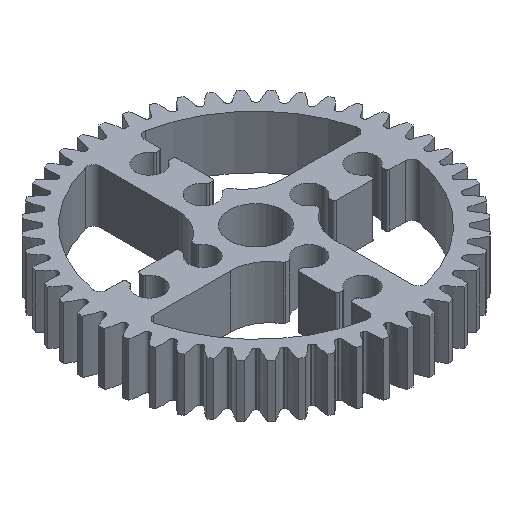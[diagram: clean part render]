
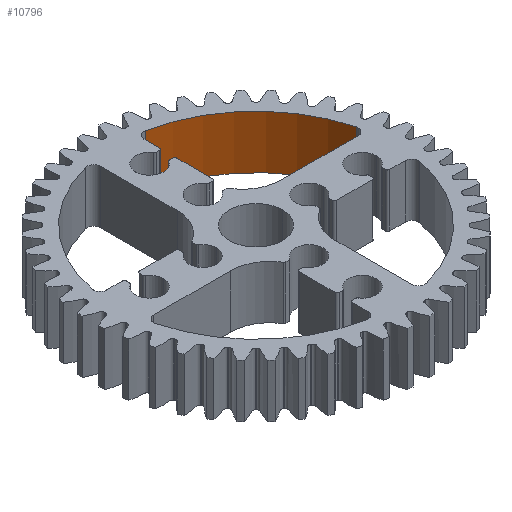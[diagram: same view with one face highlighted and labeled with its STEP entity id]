
A CAD part, isometric view. The second image highlights one B-rep face of the part: STEP entity #10796.
In plain terms, the highlighted cylindrical face has radius 21 mm (diameter 42 mm), a partial arc.
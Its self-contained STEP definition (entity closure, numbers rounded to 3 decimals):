
#422 = CARTESIAN_POINT ( 'NONE',  ( 3.99, 20.617, 8. ) ) ;
#450 = CARTESIAN_POINT ( 'NONE',  ( 0., 0., 8. ) ) ;
#452 = DIRECTION ( 'NONE',  ( 0., 0., 1. ) ) ;
#454 = DIRECTION ( 'NONE',  ( 1., 0., 0. ) ) ;
#1578 = CARTESIAN_POINT ( 'NONE',  ( 20.333, 5.25, 8. ) ) ;
#2083 = AXIS2_PLACEMENT_3D ( 'NONE', #4529, #4525, #4514 ) ;
#2172 = FACE_OUTER_BOUND ( 'NONE', #8367, .T. ) ;
#2176 = CYLINDRICAL_SURFACE ( 'NONE', #2083, 21. ) ;
#3242 = LINE ( 'NONE', #3760, #3245 ) ;
#3245 = VECTOR ( 'NONE', #3763, 1000. ) ;
#3306 = LINE ( 'NONE', #3843, #3311 ) ;
#3311 = VECTOR ( 'NONE', #3845, 1000. ) ;
#3760 = CARTESIAN_POINT ( 'NONE',  ( 3.99, 20.617, 8. ) ) ;
#3763 = DIRECTION ( 'NONE',  ( 0., 0., -1. ) ) ;
#3843 = CARTESIAN_POINT ( 'NONE',  ( 20.333, 5.25, 8. ) ) ;
#3845 = DIRECTION ( 'NONE',  ( 0., 0., -1. ) ) ;
#4514 = DIRECTION ( 'NONE',  ( -1., 0., 0. ) ) ;
#4525 = DIRECTION ( 'NONE',  ( 0., 0., -1. ) ) ;
#4529 = CARTESIAN_POINT ( 'NONE',  ( 0., 0., 8. ) ) ;
#5959 = CARTESIAN_POINT ( 'NONE',  ( 3.99, 20.617, 0. ) ) ;
#6761 = AXIS2_PLACEMENT_3D ( 'NONE', #14050, #14051, #14052 ) ;
#6804 = AXIS2_PLACEMENT_3D ( 'NONE', #450, #452, #454 ) ;
#7727 = EDGE_CURVE ( 'NONE', #7898, #11004, #13325, .T. ) ;
#7898 = VERTEX_POINT ( 'NONE', #15182 ) ;
#8367 = EDGE_LOOP ( 'NONE', ( #10501, #10502, #10503, #10504 ) ) ;
#8453 = VERTEX_POINT ( 'NONE', #422 ) ;
#8460 = EDGE_CURVE ( 'NONE', #8630, #8453, #13377, .T. ) ;
#8630 = VERTEX_POINT ( 'NONE', #1578 ) ;
#9532 = EDGE_CURVE ( 'NONE', #8453, #11004, #3242, .T. ) ;
#9550 = EDGE_CURVE ( 'NONE', #8630, #7898, #3306, .T. ) ;
#10501 = ORIENTED_EDGE ( 'NONE', *, *, #7727, .F. ) ;
#10502 = ORIENTED_EDGE ( 'NONE', *, *, #9550, .F. ) ;
#10503 = ORIENTED_EDGE ( 'NONE', *, *, #8460, .T. ) ;
#10504 = ORIENTED_EDGE ( 'NONE', *, *, #9532, .T. ) ;
#10796 = ADVANCED_FACE ( 'NONE', ( #2172 ), #2176, .F. ) ;
#11004 = VERTEX_POINT ( 'NONE', #5959 ) ;
#13325 = CIRCLE ( 'NONE', #6761, 21. ) ;
#13377 = CIRCLE ( 'NONE', #6804, 21. ) ;
#14050 = CARTESIAN_POINT ( 'NONE',  ( 0., 0., 0. ) ) ;
#14051 = DIRECTION ( 'NONE',  ( 0., 0., 1. ) ) ;
#14052 = DIRECTION ( 'NONE',  ( 1., 0., 0. ) ) ;
#15182 = CARTESIAN_POINT ( 'NONE',  ( 20.333, 5.25, 0. ) ) ;
